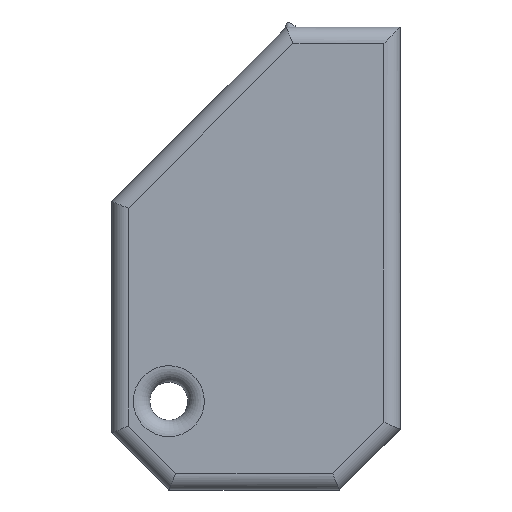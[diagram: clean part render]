
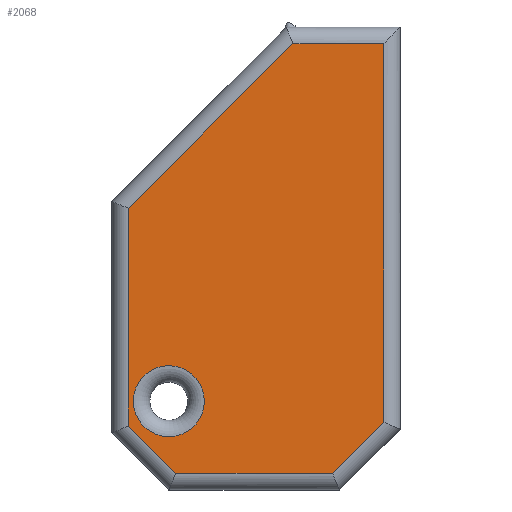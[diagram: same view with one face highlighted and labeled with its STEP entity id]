
A CAD part, top view. The second image highlights one B-rep face of the part: STEP entity #2068.
In plain terms, the highlighted planar face has unit normal (0, 0, 1).
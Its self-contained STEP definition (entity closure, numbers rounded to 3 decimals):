
#724 = TOROIDAL_SURFACE('',#725,2.8,1.3);
#725 = AXIS2_PLACEMENT_3D('',#726,#727,#728);
#726 = CARTESIAN_POINT('',(2.25,7.,1.2));
#727 = DIRECTION('',(0.,0.,1.));
#728 = DIRECTION('',(1.,0.,0.));
#1041 = VERTEX_POINT('',#1042);
#1042 = CARTESIAN_POINT('',(5.05,7.,2.5));
#1064 = EDGE_CURVE('',#1041,#1041,#1065,.T.);
#1065 = SURFACE_CURVE('',#1066,(#1071,#1078),.PCURVE_S1.);
#1066 = CIRCLE('',#1067,2.8);
#1067 = AXIS2_PLACEMENT_3D('',#1068,#1069,#1070);
#1068 = CARTESIAN_POINT('',(2.25,7.,2.5));
#1069 = DIRECTION('',(0.,0.,1.));
#1070 = DIRECTION('',(1.,0.,0.));
#1071 = PCURVE('',#724,#1072);
#1072 = DEFINITIONAL_REPRESENTATION('',(#1073),#1077);
#1073 = LINE('',#1074,#1075);
#1074 = CARTESIAN_POINT('',(0.,1.571));
#1075 = VECTOR('',#1076,1.);
#1076 = DIRECTION('',(1.,0.));
#1077 = ( GEOMETRIC_REPRESENTATION_CONTEXT(2) 
PARAMETRIC_REPRESENTATION_CONTEXT() REPRESENTATION_CONTEXT('2D SPACE',''
  ) );
#1078 = PCURVE('',#1079,#1084);
#1079 = PLANE('',#1080);
#1080 = AXIS2_PLACEMENT_3D('',#1081,#1082,#1083);
#1081 = CARTESIAN_POINT('',(10.346,17.509,2.5));
#1082 = DIRECTION('',(0.,0.,1.));
#1083 = DIRECTION('',(1.,0.,0.));
#1084 = DEFINITIONAL_REPRESENTATION('',(#1085),#1089);
#1085 = CIRCLE('',#1086,2.8);
#1086 = AXIS2_PLACEMENT_2D('',#1087,#1088);
#1087 = CARTESIAN_POINT('',(-8.096,-10.509));
#1088 = DIRECTION('',(1.,0.));
#1089 = ( GEOMETRIC_REPRESENTATION_CONTEXT(2) 
PARAMETRIC_REPRESENTATION_CONTEXT() REPRESENTATION_CONTEXT('2D SPACE',''
  ) );
#2068 = ADVANCED_FACE('',(#2069,#2267),#1079,.T.);
#2069 = FACE_BOUND('',#2070,.T.);
#2070 = EDGE_LOOP('',(#2071,#2101,#2129,#2157,#2185,#2213,#2241));
#2071 = ORIENTED_EDGE('',*,*,#2072,.T.);
#2072 = EDGE_CURVE('',#2073,#2075,#2077,.T.);
#2073 = VERTEX_POINT('',#2074);
#2074 = CARTESIAN_POINT('',(-0.95,22.212,2.5));
#2075 = VERTEX_POINT('',#2076);
#2076 = CARTESIAN_POINT('',(-0.95,5.038,2.5));
#2077 = SURFACE_CURVE('',#2078,(#2082,#2089),.PCURVE_S1.);
#2078 = LINE('',#2079,#2080);
#2079 = CARTESIAN_POINT('',(-0.95,22.75,2.5));
#2080 = VECTOR('',#2081,1.);
#2081 = DIRECTION('',(0.,-1.,0.));
#2082 = PCURVE('',#1079,#2083);
#2083 = DEFINITIONAL_REPRESENTATION('',(#2084),#2088);
#2084 = LINE('',#2085,#2086);
#2085 = CARTESIAN_POINT('',(-11.296,5.241));
#2086 = VECTOR('',#2087,1.);
#2087 = DIRECTION('',(0.,-1.));
#2088 = ( GEOMETRIC_REPRESENTATION_CONTEXT(2) 
PARAMETRIC_REPRESENTATION_CONTEXT() REPRESENTATION_CONTEXT('2D SPACE',''
  ) );
#2089 = PCURVE('',#2090,#2095);
#2090 = CYLINDRICAL_SURFACE('',#2091,1.3);
#2091 = AXIS2_PLACEMENT_3D('',#2092,#2093,#2094);
#2092 = CARTESIAN_POINT('',(-0.95,22.75,1.2));
#2093 = DIRECTION('',(0.,-1.,0.));
#2094 = DIRECTION('',(-1.,0.,0.));
#2095 = DEFINITIONAL_REPRESENTATION('',(#2096),#2100);
#2096 = LINE('',#2097,#2098);
#2097 = CARTESIAN_POINT('',(-1.571,0.));
#2098 = VECTOR('',#2099,1.);
#2099 = DIRECTION('',(-0.,1.));
#2100 = ( GEOMETRIC_REPRESENTATION_CONTEXT(2) 
PARAMETRIC_REPRESENTATION_CONTEXT() REPRESENTATION_CONTEXT('2D SPACE',''
  ) );
#2101 = ORIENTED_EDGE('',*,*,#2102,.T.);
#2102 = EDGE_CURVE('',#2075,#2103,#2105,.T.);
#2103 = VERTEX_POINT('',#2104);
#2104 = CARTESIAN_POINT('',(2.788,1.3,2.5));
#2105 = SURFACE_CURVE('',#2106,(#2110,#2117),.PCURVE_S1.);
#2106 = LINE('',#2107,#2108);
#2107 = CARTESIAN_POINT('',(-1.331,5.419,2.5));
#2108 = VECTOR('',#2109,1.);
#2109 = DIRECTION('',(0.707,-0.707,0.));
#2110 = PCURVE('',#1079,#2111);
#2111 = DEFINITIONAL_REPRESENTATION('',(#2112),#2116);
#2112 = LINE('',#2113,#2114);
#2113 = CARTESIAN_POINT('',(-11.677,-12.09));
#2114 = VECTOR('',#2115,1.);
#2115 = DIRECTION('',(0.707,-0.707));
#2116 = ( GEOMETRIC_REPRESENTATION_CONTEXT(2) 
PARAMETRIC_REPRESENTATION_CONTEXT() REPRESENTATION_CONTEXT('2D SPACE',''
  ) );
#2117 = PCURVE('',#2118,#2123);
#2118 = CYLINDRICAL_SURFACE('',#2119,1.3);
#2119 = AXIS2_PLACEMENT_3D('',#2120,#2121,#2122);
#2120 = CARTESIAN_POINT('',(-1.331,5.419,1.2));
#2121 = DIRECTION('',(0.707,-0.707,0.));
#2122 = DIRECTION('',(-0.707,-0.707,0.));
#2123 = DEFINITIONAL_REPRESENTATION('',(#2124),#2128);
#2124 = LINE('',#2125,#2126);
#2125 = CARTESIAN_POINT('',(-1.571,0.));
#2126 = VECTOR('',#2127,1.);
#2127 = DIRECTION('',(-0.,1.));
#2128 = ( GEOMETRIC_REPRESENTATION_CONTEXT(2) 
PARAMETRIC_REPRESENTATION_CONTEXT() REPRESENTATION_CONTEXT('2D SPACE',''
  ) );
#2129 = ORIENTED_EDGE('',*,*,#2130,.T.);
#2130 = EDGE_CURVE('',#2103,#2131,#2133,.T.);
#2131 = VERTEX_POINT('',#2132);
#2132 = CARTESIAN_POINT('',(15.162,1.3,2.5));
#2133 = SURFACE_CURVE('',#2134,(#2138,#2145),.PCURVE_S1.);
#2134 = LINE('',#2135,#2136);
#2135 = CARTESIAN_POINT('',(2.25,1.3,2.5));
#2136 = VECTOR('',#2137,1.);
#2137 = DIRECTION('',(1.,0.,0.));
#2138 = PCURVE('',#1079,#2139);
#2139 = DEFINITIONAL_REPRESENTATION('',(#2140),#2144);
#2140 = LINE('',#2141,#2142);
#2141 = CARTESIAN_POINT('',(-8.096,-16.209));
#2142 = VECTOR('',#2143,1.);
#2143 = DIRECTION('',(1.,0.));
#2144 = ( GEOMETRIC_REPRESENTATION_CONTEXT(2) 
PARAMETRIC_REPRESENTATION_CONTEXT() REPRESENTATION_CONTEXT('2D SPACE',''
  ) );
#2145 = PCURVE('',#2146,#2151);
#2146 = CYLINDRICAL_SURFACE('',#2147,1.3);
#2147 = AXIS2_PLACEMENT_3D('',#2148,#2149,#2150);
#2148 = CARTESIAN_POINT('',(2.25,1.3,1.2));
#2149 = DIRECTION('',(1.,0.,0.));
#2150 = DIRECTION('',(0.,0.,1.));
#2151 = DEFINITIONAL_REPRESENTATION('',(#2152),#2156);
#2152 = LINE('',#2153,#2154);
#2153 = CARTESIAN_POINT('',(0.,0.));
#2154 = VECTOR('',#2155,1.);
#2155 = DIRECTION('',(0.,1.));
#2156 = ( GEOMETRIC_REPRESENTATION_CONTEXT(2) 
PARAMETRIC_REPRESENTATION_CONTEXT() REPRESENTATION_CONTEXT('2D SPACE',''
  ) );
#2157 = ORIENTED_EDGE('',*,*,#2158,.T.);
#2158 = EDGE_CURVE('',#2131,#2159,#2161,.T.);
#2159 = VERTEX_POINT('',#2160);
#2160 = CARTESIAN_POINT('',(19.2,5.338,2.5));
#2161 = SURFACE_CURVE('',#2162,(#2166,#2173),.PCURVE_S1.);
#2162 = LINE('',#2163,#2164);
#2163 = CARTESIAN_POINT('',(14.781,0.919,2.5));
#2164 = VECTOR('',#2165,1.);
#2165 = DIRECTION('',(0.707,0.707,0.));
#2166 = PCURVE('',#1079,#2167);
#2167 = DEFINITIONAL_REPRESENTATION('',(#2168),#2172);
#2168 = LINE('',#2169,#2170);
#2169 = CARTESIAN_POINT('',(4.435,-16.59));
#2170 = VECTOR('',#2171,1.);
#2171 = DIRECTION('',(0.707,0.707));
#2172 = ( GEOMETRIC_REPRESENTATION_CONTEXT(2) 
PARAMETRIC_REPRESENTATION_CONTEXT() REPRESENTATION_CONTEXT('2D SPACE',''
  ) );
#2173 = PCURVE('',#2174,#2179);
#2174 = CYLINDRICAL_SURFACE('',#2175,1.3);
#2175 = AXIS2_PLACEMENT_3D('',#2176,#2177,#2178);
#2176 = CARTESIAN_POINT('',(14.781,0.919,1.2));
#2177 = DIRECTION('',(0.707,0.707,0.));
#2178 = DIRECTION('',(0.,0.,1.));
#2179 = DEFINITIONAL_REPRESENTATION('',(#2180),#2184);
#2180 = LINE('',#2181,#2182);
#2181 = CARTESIAN_POINT('',(0.,0.));
#2182 = VECTOR('',#2183,1.);
#2183 = DIRECTION('',(0.,1.));
#2184 = ( GEOMETRIC_REPRESENTATION_CONTEXT(2) 
PARAMETRIC_REPRESENTATION_CONTEXT() REPRESENTATION_CONTEXT('2D SPACE',''
  ) );
#2185 = ORIENTED_EDGE('',*,*,#2186,.F.);
#2186 = EDGE_CURVE('',#2187,#2159,#2189,.T.);
#2187 = VERTEX_POINT('',#2188);
#2188 = CARTESIAN_POINT('',(19.2,35.2,2.5));
#2189 = SURFACE_CURVE('',#2190,(#2194,#2201),.PCURVE_S1.);
#2190 = LINE('',#2191,#2192);
#2191 = CARTESIAN_POINT('',(19.2,36.5,2.5));
#2192 = VECTOR('',#2193,1.);
#2193 = DIRECTION('',(0.,-1.,0.));
#2194 = PCURVE('',#1079,#2195);
#2195 = DEFINITIONAL_REPRESENTATION('',(#2196),#2200);
#2196 = LINE('',#2197,#2198);
#2197 = CARTESIAN_POINT('',(8.854,18.991));
#2198 = VECTOR('',#2199,1.);
#2199 = DIRECTION('',(0.,-1.));
#2200 = ( GEOMETRIC_REPRESENTATION_CONTEXT(2) 
PARAMETRIC_REPRESENTATION_CONTEXT() REPRESENTATION_CONTEXT('2D SPACE',''
  ) );
#2201 = PCURVE('',#2202,#2207);
#2202 = CYLINDRICAL_SURFACE('',#2203,1.3);
#2203 = AXIS2_PLACEMENT_3D('',#2204,#2205,#2206);
#2204 = CARTESIAN_POINT('',(19.2,36.5,1.2));
#2205 = DIRECTION('',(0.,-1.,0.));
#2206 = DIRECTION('',(0.,0.,1.));
#2207 = DEFINITIONAL_REPRESENTATION('',(#2208),#2212);
#2208 = LINE('',#2209,#2210);
#2209 = CARTESIAN_POINT('',(-0.,0.));
#2210 = VECTOR('',#2211,1.);
#2211 = DIRECTION('',(-0.,1.));
#2212 = ( GEOMETRIC_REPRESENTATION_CONTEXT(2) 
PARAMETRIC_REPRESENTATION_CONTEXT() REPRESENTATION_CONTEXT('2D SPACE',''
  ) );
#2213 = ORIENTED_EDGE('',*,*,#2214,.F.);
#2214 = EDGE_CURVE('',#2215,#2187,#2217,.T.);
#2215 = VERTEX_POINT('',#2216);
#2216 = CARTESIAN_POINT('',(12.038,35.2,2.5));
#2217 = SURFACE_CURVE('',#2218,(#2222,#2229),.PCURVE_S1.);
#2218 = LINE('',#2219,#2220);
#2219 = CARTESIAN_POINT('',(11.5,35.2,2.5));
#2220 = VECTOR('',#2221,1.);
#2221 = DIRECTION('',(1.,0.,0.));
#2222 = PCURVE('',#1079,#2223);
#2223 = DEFINITIONAL_REPRESENTATION('',(#2224),#2228);
#2224 = LINE('',#2225,#2226);
#2225 = CARTESIAN_POINT('',(1.154,17.691));
#2226 = VECTOR('',#2227,1.);
#2227 = DIRECTION('',(1.,0.));
#2228 = ( GEOMETRIC_REPRESENTATION_CONTEXT(2) 
PARAMETRIC_REPRESENTATION_CONTEXT() REPRESENTATION_CONTEXT('2D SPACE',''
  ) );
#2229 = PCURVE('',#2230,#2235);
#2230 = CYLINDRICAL_SURFACE('',#2231,1.3);
#2231 = AXIS2_PLACEMENT_3D('',#2232,#2233,#2234);
#2232 = CARTESIAN_POINT('',(11.5,35.2,1.2));
#2233 = DIRECTION('',(1.,0.,0.));
#2234 = DIRECTION('',(0.,0.,1.));
#2235 = DEFINITIONAL_REPRESENTATION('',(#2236),#2240);
#2236 = LINE('',#2237,#2238);
#2237 = CARTESIAN_POINT('',(-0.,0.));
#2238 = VECTOR('',#2239,1.);
#2239 = DIRECTION('',(-0.,1.));
#2240 = ( GEOMETRIC_REPRESENTATION_CONTEXT(2) 
PARAMETRIC_REPRESENTATION_CONTEXT() REPRESENTATION_CONTEXT('2D SPACE',''
  ) );
#2241 = ORIENTED_EDGE('',*,*,#2242,.T.);
#2242 = EDGE_CURVE('',#2215,#2073,#2243,.T.);
#2243 = SURFACE_CURVE('',#2244,(#2248,#2255),.PCURVE_S1.);
#2244 = LINE('',#2245,#2246);
#2245 = CARTESIAN_POINT('',(12.419,35.581,2.5));
#2246 = VECTOR('',#2247,1.);
#2247 = DIRECTION('',(-0.707,-0.707,0.));
#2248 = PCURVE('',#1079,#2249);
#2249 = DEFINITIONAL_REPRESENTATION('',(#2250),#2254);
#2250 = LINE('',#2251,#2252);
#2251 = CARTESIAN_POINT('',(2.073,18.071));
#2252 = VECTOR('',#2253,1.);
#2253 = DIRECTION('',(-0.707,-0.707));
#2254 = ( GEOMETRIC_REPRESENTATION_CONTEXT(2) 
PARAMETRIC_REPRESENTATION_CONTEXT() REPRESENTATION_CONTEXT('2D SPACE',''
  ) );
#2255 = PCURVE('',#2256,#2261);
#2256 = CYLINDRICAL_SURFACE('',#2257,1.3);
#2257 = AXIS2_PLACEMENT_3D('',#2258,#2259,#2260);
#2258 = CARTESIAN_POINT('',(12.419,35.581,1.2));
#2259 = DIRECTION('',(-0.707,-0.707,0.));
#2260 = DIRECTION('',(-0.707,0.707,0.));
#2261 = DEFINITIONAL_REPRESENTATION('',(#2262),#2266);
#2262 = LINE('',#2263,#2264);
#2263 = CARTESIAN_POINT('',(-1.571,0.));
#2264 = VECTOR('',#2265,1.);
#2265 = DIRECTION('',(-0.,1.));
#2266 = ( GEOMETRIC_REPRESENTATION_CONTEXT(2) 
PARAMETRIC_REPRESENTATION_CONTEXT() REPRESENTATION_CONTEXT('2D SPACE',''
  ) );
#2267 = FACE_BOUND('',#2268,.T.);
#2268 = EDGE_LOOP('',(#2269));
#2269 = ORIENTED_EDGE('',*,*,#1064,.F.);
